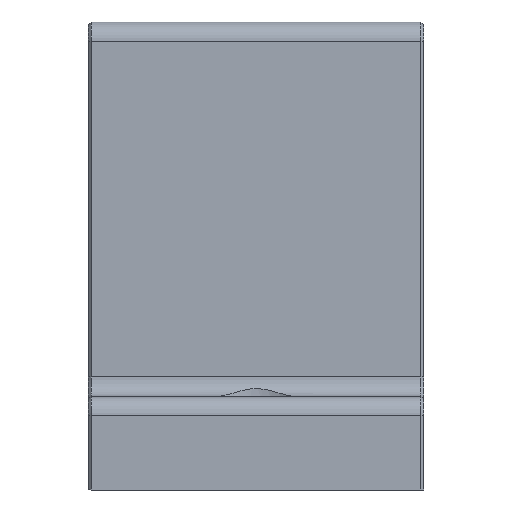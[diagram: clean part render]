
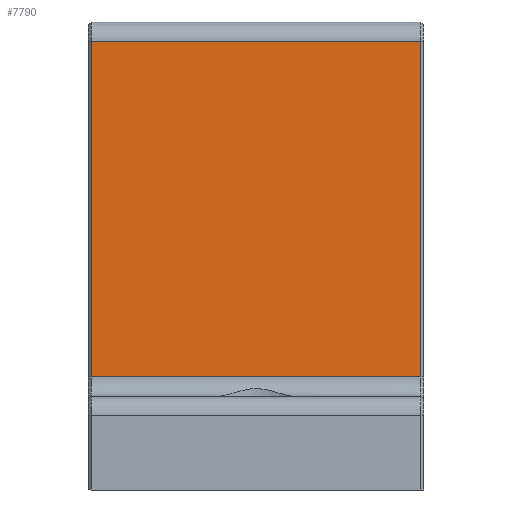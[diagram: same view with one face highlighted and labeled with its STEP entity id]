
A CAD part, front view. The second image highlights one B-rep face of the part: STEP entity #7790.
In plain terms, the highlighted planar face has unit normal (0, -1, 0).
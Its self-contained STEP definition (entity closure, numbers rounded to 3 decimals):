
#7104=CARTESIAN_POINT('',(-42.3,-60.,29.));
#7105=VERTEX_POINT('',#7104);
#7137=CARTESIAN_POINT('',(-42.3,-60.,115.));
#7138=VERTEX_POINT('',#7137);
#7154=CARTESIAN_POINT('',(-42.3,-60.,29.));
#7155=DIRECTION('',(0.0,0.0,1.0));
#7156=VECTOR('',#7155,86.0);
#7157=LINE('',#7154,#7156);
#7158=EDGE_CURVE('',#7105,#7138,#7157,.T.);
#7748=CARTESIAN_POINT('',(42.3,-60.,115.));
#7749=VERTEX_POINT('',#7748);
#7750=CARTESIAN_POINT('',(42.3,-60.,115.));
#7751=DIRECTION('',(-1.0,0.0,0.0));
#7752=VECTOR('',#7751,84.6);
#7753=LINE('',#7750,#7752);
#7754=EDGE_CURVE('',#7749,#7138,#7753,.T.);
#7767=CARTESIAN_POINT('',(0.0,-60.,120.));
#7768=DIRECTION('',(0.0,1.0,0.0));
#7769=DIRECTION('',(0.0,0.0,1.0));
#7770=AXIS2_PLACEMENT_3D('',#7767,#7768,#7769);
#7771=PLANE('',#7770);
#7772=ORIENTED_EDGE('',*,*,#7158,.F.);
#7773=CARTESIAN_POINT('',(42.3,-60.,29.));
#7774=VERTEX_POINT('',#7773);
#7775=CARTESIAN_POINT('',(-42.3,-60.,29.));
#7776=DIRECTION('',(1.0,0.0,0.0));
#7777=VECTOR('',#7776,84.6);
#7778=LINE('',#7775,#7777);
#7779=EDGE_CURVE('',#7105,#7774,#7778,.T.);
#7780=ORIENTED_EDGE('',*,*,#7779,.T.);
#7781=CARTESIAN_POINT('',(42.3,-60.,115.));
#7782=DIRECTION('',(0.0,0.0,-1.0));
#7783=VECTOR('',#7782,86.0);
#7784=LINE('',#7781,#7783);
#7785=EDGE_CURVE('',#7749,#7774,#7784,.T.);
#7786=ORIENTED_EDGE('',*,*,#7785,.F.);
#7787=ORIENTED_EDGE('',*,*,#7754,.T.);
#7788=EDGE_LOOP('',(#7772,#7780,#7786,#7787));
#7789=FACE_OUTER_BOUND('',#7788,.T.);
#7790=ADVANCED_FACE('',(#7789),#7771,.F.);
